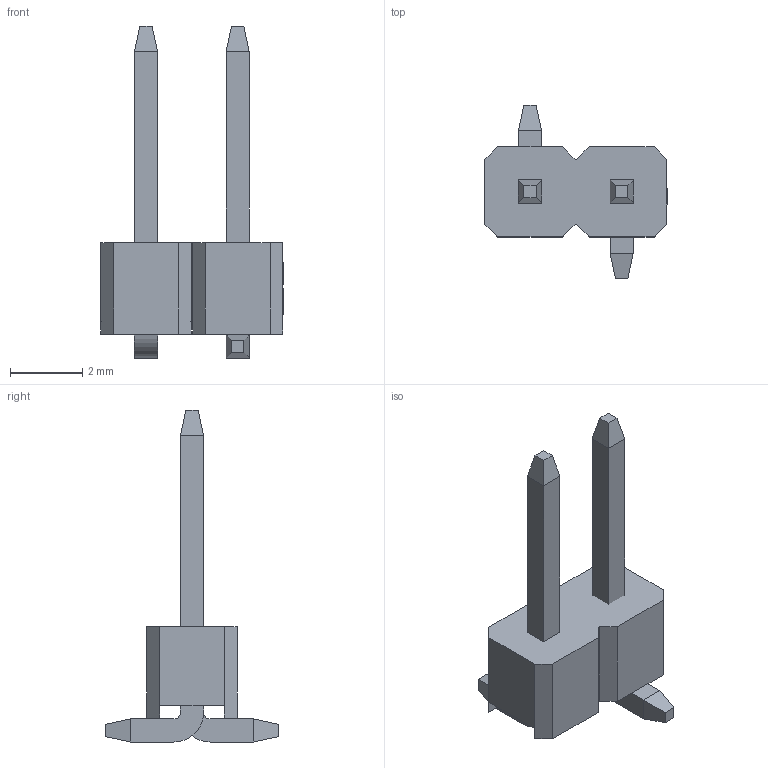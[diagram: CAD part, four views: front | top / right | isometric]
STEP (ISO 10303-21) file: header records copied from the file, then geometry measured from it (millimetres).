
FILE_DESCRIPTION (( 'STEP AP214' ), '1' );
FILE_NAME ('HDR-SMD_2P-P2.54-V-M-S4.8_DZ254S-11-02-50.STEP', '2023-12-14T08:04:19', ( '' ), ( '' ), 'SwSTEP 2.0', 'SolidWorks 2020', '' );
FILE_SCHEMA (( 'AUTOMOTIVE_DESIGN' ));
Length unit declared in the file: millimetre
Products named in the file (1): HDR-SMD_2P-P2.54-V-M-S4.8_DZ254S-11-02-50
Bounding box: 5.05 x 4.8 x 9.2 mm (x, y, z)
Volume: 35.2 mm3; surface area: 113.3 mm2
Topology: 2 solids, 2 shells, 290 faces, 771 edges, 506 vertices
Faces by surface type: plane 188, bspline 98, cylinder 4
Entity records: 12636 total; most frequent: CARTESIAN_POINT 2874, ORIENTED_EDGE 1542, DIRECTION 965, EDGE_CURVE 771, VECTOR 563, LINE 563, VERTEX_POINT 506, EDGE_LOOP 311
